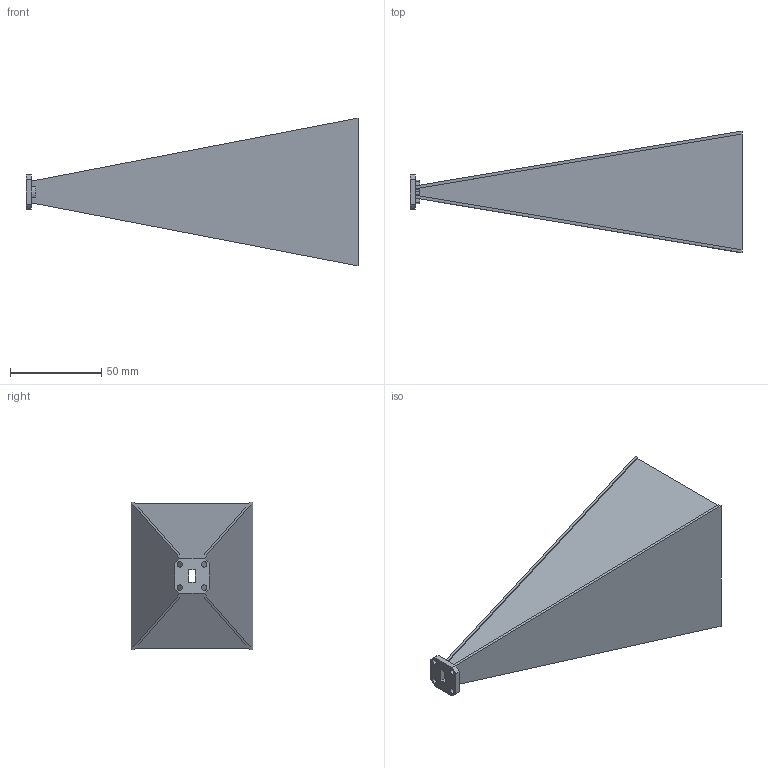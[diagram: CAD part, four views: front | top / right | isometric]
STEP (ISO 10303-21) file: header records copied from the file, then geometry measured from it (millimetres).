
FILE_DESCRIPTION (( 'STEP AP214' ), '1' );
FILE_NAME ('FM9850B-25_3D.step', '2025-05-07T18:25:40', ( '' ), ( '' ), 'SwSTEP 2.0', 'SolidWorks 2022', '' );
FILE_SCHEMA (( 'AUTOMOTIVE_DESIGN' ));
Length unit declared in the file: inch
Products named in the file (1): FM9850B-25_3D
Bounding box: 181.86 x 66.55 x 80.87 mm (x, y, z)
Volume: 46632.3 mm3; surface area: 59456.2 mm2
Topology: 1 solids, 1 shells, 56 faces, 159 edges, 106 vertices
Faces by surface type: plane 39, cylinder 17
Entity records: 2371 total; most frequent: CARTESIAN_POINT 322, ORIENTED_EDGE 318, DIRECTION 307, EDGE_CURVE 159, VECTOR 125, LINE 125, VERTEX_POINT 106, AXIS2_PLACEMENT_3D 91
